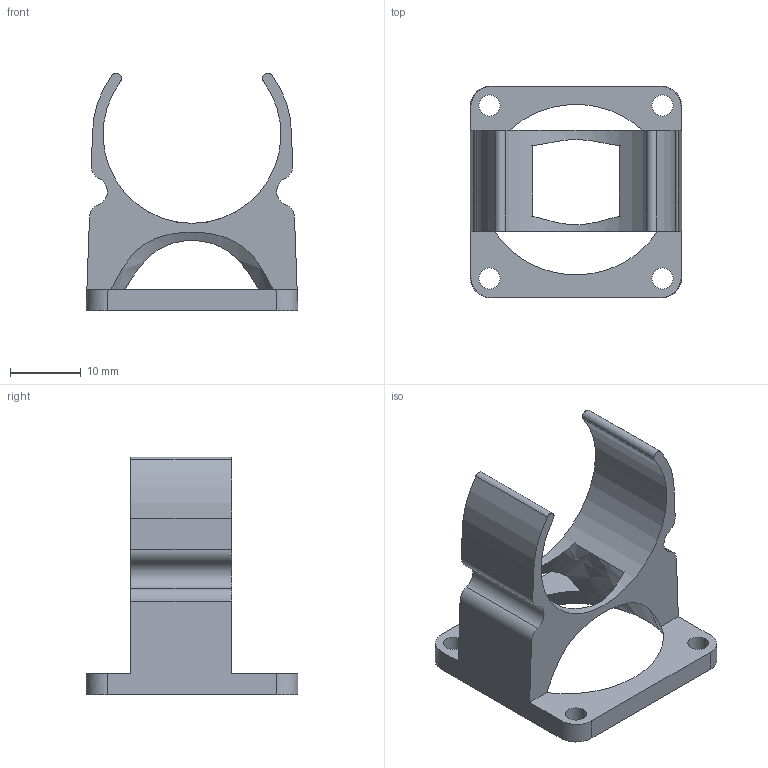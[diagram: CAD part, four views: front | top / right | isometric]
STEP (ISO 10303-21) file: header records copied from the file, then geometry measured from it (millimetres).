
FILE_DESCRIPTION (( 'STEP AP214' ), '1' );
FILE_NAME ('E3D V6 HOT END, HEAT SINK FAN MOUNTING CLIP.STEP', '2019-02-22T06:22:32', ( '' ), ( '' ), 'SwSTEP 2.0', 'SolidWorks 2018', '' );
FILE_SCHEMA (( 'AUTOMOTIVE_DESIGN' ));
Length unit declared in the file: millimetre
Products named in the file (2): E3D V6 HOT END, HEAT SINK FAN MOUNTING CLIP
Bounding box: 30 x 30 x 33.66 mm (x, y, z)
Volume: 3719.7 mm3; surface area: 3999.8 mm2
Topology: 1 solids, 1 shells, 40 faces, 122 edges, 82 vertices
Faces by surface type: cylinder 25, plane 13, bspline 2
Entity records: 1803 total; most frequent: CARTESIAN_POINT 628, ORIENTED_EDGE 244, DIRECTION 234, EDGE_CURVE 122, AXIS2_PLACEMENT_3D 88, VERTEX_POINT 82, VECTOR 58, LINE 58
